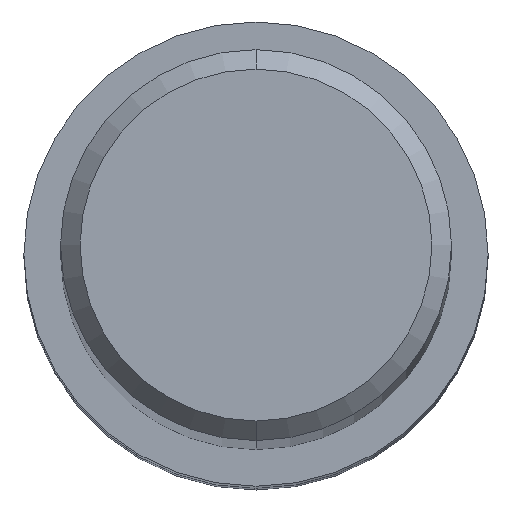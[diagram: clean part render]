
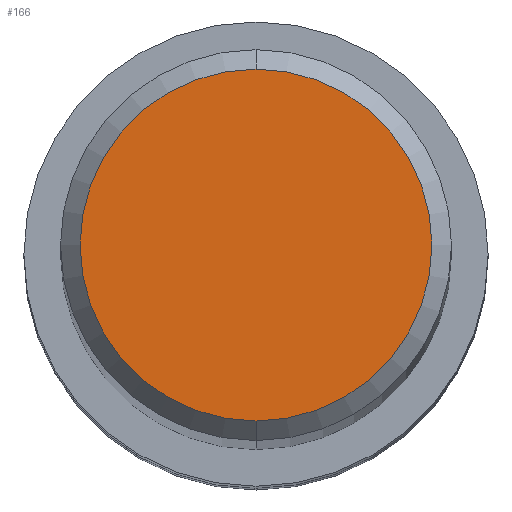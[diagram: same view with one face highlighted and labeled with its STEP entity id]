
A CAD part, top view. The second image highlights one B-rep face of the part: STEP entity #166.
In plain terms, the highlighted planar face has unit normal (0, 0, 1).
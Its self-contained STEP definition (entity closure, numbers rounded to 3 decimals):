
#114=EDGE_CURVE('',#150,#194,#256,.T.);
#146=EDGE_CURVE('',#194,#150,#290,.T.);
#150=VERTEX_POINT('',#294);
#166=ADVANCED_FACE('',(#311),#312,.T.);
#194=VERTEX_POINT('',#344);
#256=CIRCLE('',#410,3.6);
#290=CIRCLE('',#453,3.6);
#294=CARTESIAN_POINT('',(0.0,3.6,0.0));
#311=FACE_OUTER_BOUND('',#477,.T.);
#312=PLANE('',#478);
#344=CARTESIAN_POINT('',(0.,-3.6,0.0));
#410=AXIS2_PLACEMENT_3D('',#592,#593,#594);
#453=AXIS2_PLACEMENT_3D('',#628,#629,#630);
#477=EDGE_LOOP('',(#642,#643));
#478=AXIS2_PLACEMENT_3D('',#644,#645,#646);
#592=CARTESIAN_POINT('',(0.0,0.0,0.0));
#593=DIRECTION('',(0.0,0.0,-1.0));
#594=DIRECTION('',(0.0,1.0,0.0));
#628=CARTESIAN_POINT('',(0.0,0.0,0.0));
#629=DIRECTION('',(0.0,0.0,-1.0));
#630=DIRECTION('',(0.0,1.0,0.0));
#642=ORIENTED_EDGE('',*,*,#114,.F.);
#643=ORIENTED_EDGE('',*,*,#146,.F.);
#644=CARTESIAN_POINT('',(0.0,1.8,0.0));
#645=DIRECTION('',(-0.0,0.0,1.0));
#646=DIRECTION('',(0.0,-1.0,0.0));
